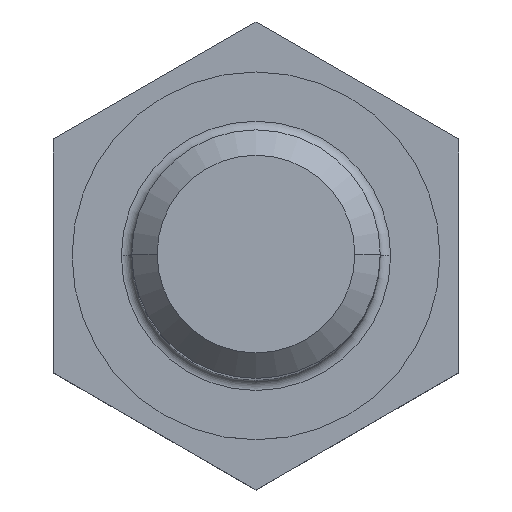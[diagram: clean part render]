
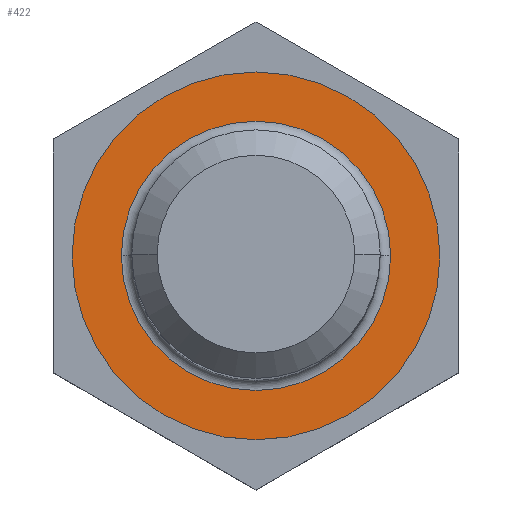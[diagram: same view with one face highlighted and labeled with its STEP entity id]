
A CAD part, top view. The second image highlights one B-rep face of the part: STEP entity #422.
In plain terms, the highlighted planar face has unit normal (0, 0, 1).
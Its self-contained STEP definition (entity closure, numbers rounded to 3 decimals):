
#57=CARTESIAN_POINT('',(0.,0.,0.));
#58=DIRECTION('',(0.,0.,1.));
#59=DIRECTION('',(1.,0.,0.));
#60=AXIS2_PLACEMENT_3D('',#57,#58,#59);
#62=CARTESIAN_POINT('',(0.,0.,0.));
#63=DIRECTION('',(0.,0.,-1.));
#64=DIRECTION('',(1.,0.,0.));
#65=AXIS2_PLACEMENT_3D('',#62,#63,#64);
#71=CARTESIAN_POINT('',(0.,0.,0.));
#72=DIRECTION('',(0.,0.,-1.));
#73=DIRECTION('',(1.,0.,0.));
#74=AXIS2_PLACEMENT_3D('',#71,#72,#73);
#252=CARTESIAN_POINT('',(0.,0.,0.));
#253=DIRECTION('',(0.,0.,1.));
#254=DIRECTION('',(1.,0.,0.));
#255=AXIS2_PLACEMENT_3D('',#252,#253,#254);
#258=CARTESIAN_POINT('',(3.25,0.,0.));
#260=VERTEX_POINT('',#258);
#262=CARTESIAN_POINT('',(-3.25,0.,0.));
#264=VERTEX_POINT('',#262);
#265=CARTESIAN_POINT('',(4.44,0.,0.));
#266=CARTESIAN_POINT('',(-4.44,0.,0.));
#267=VERTEX_POINT('',#265);
#268=VERTEX_POINT('',#266);
#407=CARTESIAN_POINT('',(0.,0.,0.));
#408=DIRECTION('',(0.,0.,1.));
#409=DIRECTION('',(-1.,0.,0.));
#410=AXIS2_PLACEMENT_3D('',#407,#408,#409);
#411=PLANE('',#410);
#413=ORIENTED_EDGE('',*,*,#412,.T.);
#415=ORIENTED_EDGE('',*,*,#414,.F.);
#416=EDGE_LOOP('',(#413,#415));
#417=FACE_OUTER_BOUND('',#416,.F.);
#418=ORIENTED_EDGE('',*,*,#389,.T.);
#419=ORIENTED_EDGE('',*,*,#400,.F.);
#420=EDGE_LOOP('',(#418,#419));
#421=FACE_BOUND('',#420,.F.);
#422=ADVANCED_FACE('',(#417,#421),#411,.T.);
#61=CIRCLE('',#60,3.25);
#66=CIRCLE('',#65,3.25);
#75=CIRCLE('',#74,4.44);
#256=CIRCLE('',#255,4.44);
#389=EDGE_CURVE('',#260,#264,#61,.T.);
#400=EDGE_CURVE('',#260,#264,#66,.T.);
#412=EDGE_CURVE('',#267,#268,#75,.T.);
#414=EDGE_CURVE('',#267,#268,#256,.T.);
